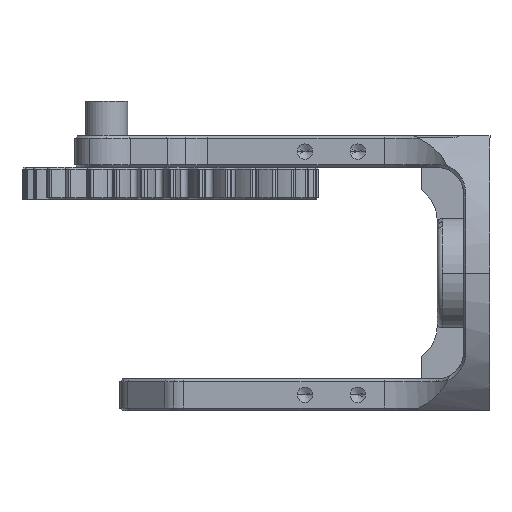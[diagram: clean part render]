
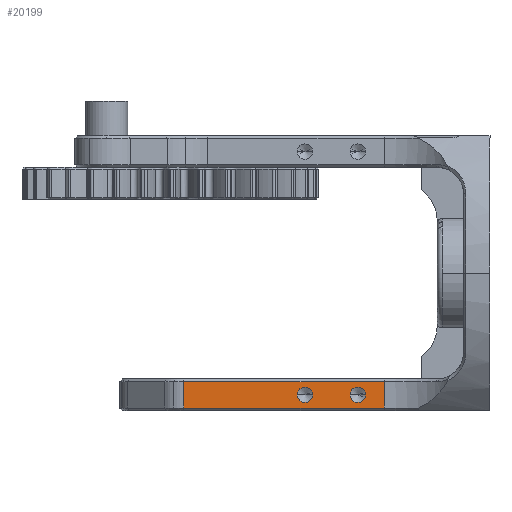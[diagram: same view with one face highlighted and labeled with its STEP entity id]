
A CAD part, left-side view. The second image highlights one B-rep face of the part: STEP entity #20199.
In plain terms, the highlighted planar face has unit normal (-1, 0, 0).
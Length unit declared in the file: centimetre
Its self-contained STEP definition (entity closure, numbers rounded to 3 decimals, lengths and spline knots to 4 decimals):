
#430 = DIRECTION ( 'NONE',  ( 0., 1., 0. ) ) ;
#850 = CARTESIAN_POINT ( 'NONE',  ( -1.0466, -0.1764, -0.4936 ) ) ;
#1206 = EDGE_CURVE ( 'NONE', #14358, #8637, #22043, .T. ) ;
#2001 = CARTESIAN_POINT ( 'NONE',  ( -1.0466, -1.6764, -1.0436 ) ) ;
#2267 = DIRECTION ( 'NONE',  ( -1., 0., 0. ) ) ;
#2803 = CIRCLE ( 'NONE', #29009, 0.145 ) ;
#3888 = CIRCLE ( 'NONE', #9729, 0.145 ) ;
#4081 = DIRECTION ( 'NONE',  ( -1., 0., 0. ) ) ;
#4899 = ORIENTED_EDGE ( 'NONE', *, *, #21079, .F. ) ;
#5226 = VERTEX_POINT ( 'NONE', #24454 ) ;
#5318 = VERTEX_POINT ( 'NONE', #27899 ) ;
#5494 = ORIENTED_EDGE ( 'NONE', *, *, #14747, .F. ) ;
#8637 = VERTEX_POINT ( 'NONE', #33168 ) ;
#8735 = CARTESIAN_POINT ( 'NONE',  ( -1.0466, -1.6764, -0.9936 ) ) ;
#9729 = AXIS2_PLACEMENT_3D ( 'NONE', #33849, #25433, #430 ) ;
#9950 = CARTESIAN_POINT ( 'NONE',  ( -1.0466, -0.1764, -1.0436 ) ) ;
#10036 = FACE_BOUND ( 'NONE', #11244, .T. ) ;
#10276 = DIRECTION ( 'NONE',  ( 0., 0., -1. ) ) ;
#10346 = CARTESIAN_POINT ( 'NONE',  ( -1.0466, 1.3236, -0.7436 ) ) ;
#11244 = EDGE_LOOP ( 'NONE', ( #31797, #14102 ) ) ;
#11520 = DIRECTION ( 'NONE',  ( 0., -1., 0. ) ) ;
#11745 = VECTOR ( 'NONE', #25711, 100. ) ;
#12418 = DIRECTION ( 'NONE',  ( 0., 1., 0. ) ) ;
#12774 = DIRECTION ( 'NONE',  ( -1., 0., 0. ) ) ;
#13077 = EDGE_CURVE ( 'NONE', #14358, #5318, #14377, .T. ) ;
#13810 = AXIS2_PLACEMENT_3D ( 'NONE', #16319, #2267, #36032 ) ;
#13904 = LINE ( 'NONE', #19934, #18746 ) ;
#14102 = ORIENTED_EDGE ( 'NONE', *, *, #15910, .F. ) ;
#14358 = VERTEX_POINT ( 'NONE', #23479 ) ;
#14377 = LINE ( 'NONE', #8735, #11745 ) ;
#14669 = VERTEX_POINT ( 'NONE', #27260 ) ;
#14747 = EDGE_CURVE ( 'NONE', #14669, #35379, #32475, .T. ) ;
#15210 = CARTESIAN_POINT ( 'NONE',  ( -1.0466, 0.3236, -0.7436 ) ) ;
#15697 = PLANE ( 'NONE',  #23947 ) ;
#15910 = EDGE_CURVE ( 'NONE', #24833, #5226, #3888, .T. ) ;
#16319 = CARTESIAN_POINT ( 'NONE',  ( -1.0466, 0.3236, -0.7436 ) ) ;
#17134 = EDGE_CURVE ( 'NONE', #35379, #14669, #27167, .T. ) ;
#18333 = EDGE_CURVE ( 'NONE', #25175, #5318, #23833, .T. ) ;
#18746 = VECTOR ( 'NONE', #11520, 100. ) ;
#19207 = CARTESIAN_POINT ( 'NONE',  ( -1.0466, 1.1786, -0.7436 ) ) ;
#19934 = CARTESIAN_POINT ( 'NONE',  ( -1.0466, -1.6764, -0.4936 ) ) ;
#20199 = ADVANCED_FACE ( 'NONE', ( #10036, #27005, #21550 ), #15697, .T. ) ;
#20677 = EDGE_LOOP ( 'NONE', ( #21335, #5494 ) ) ;
#21079 = EDGE_CURVE ( 'NONE', #8637, #25175, #13904, .T. ) ;
#21335 = ORIENTED_EDGE ( 'NONE', *, *, #17134, .F. ) ;
#21367 = AXIS2_PLACEMENT_3D ( 'NONE', #15210, #4081, #34564 ) ;
#21550 = FACE_OUTER_BOUND ( 'NONE', #25943, .T. ) ;
#22043 = LINE ( 'NONE', #27681, #35077 ) ;
#22193 = CARTESIAN_POINT ( 'NONE',  ( -1.0466, 0.4686, -0.7436 ) ) ;
#22743 = ORIENTED_EDGE ( 'NONE', *, *, #18333, .F. ) ;
#23479 = CARTESIAN_POINT ( 'NONE',  ( -1.0466, 3.6165, -0.9936 ) ) ;
#23833 = LINE ( 'NONE', #9950, #29628 ) ;
#23947 = AXIS2_PLACEMENT_3D ( 'NONE', #2001, #12774, #12418 ) ;
#24454 = CARTESIAN_POINT ( 'NONE',  ( -1.0466, 1.4686, -0.7436 ) ) ;
#24833 = VERTEX_POINT ( 'NONE', #19207 ) ;
#25175 = VERTEX_POINT ( 'NONE', #850 ) ;
#25433 = DIRECTION ( 'NONE',  ( -1., 0., 0. ) ) ;
#25641 = DIRECTION ( 'NONE',  ( 0., 0., 1. ) ) ;
#25711 = DIRECTION ( 'NONE',  ( 0., -1., 0. ) ) ;
#25943 = EDGE_LOOP ( 'NONE', ( #34225, #26224, #22743, #4899 ) ) ;
#26224 = ORIENTED_EDGE ( 'NONE', *, *, #13077, .T. ) ;
#27005 = FACE_BOUND ( 'NONE', #20677, .T. ) ;
#27167 = CIRCLE ( 'NONE', #21367, 0.145 ) ;
#27260 = CARTESIAN_POINT ( 'NONE',  ( -1.0466, 0.1786, -0.7436 ) ) ;
#27681 = CARTESIAN_POINT ( 'NONE',  ( -1.0466, 3.6165, -0.9686 ) ) ;
#27899 = CARTESIAN_POINT ( 'NONE',  ( -1.0466, -0.1764, -0.9936 ) ) ;
#29009 = AXIS2_PLACEMENT_3D ( 'NONE', #10346, #35549, #32809 ) ;
#29628 = VECTOR ( 'NONE', #10276, 100. ) ;
#31797 = ORIENTED_EDGE ( 'NONE', *, *, #32037, .F. ) ;
#32037 = EDGE_CURVE ( 'NONE', #5226, #24833, #2803, .T. ) ;
#32475 = CIRCLE ( 'NONE', #13810, 0.145 ) ;
#32809 = DIRECTION ( 'NONE',  ( 0., 1., 0. ) ) ;
#33168 = CARTESIAN_POINT ( 'NONE',  ( -1.0466, 3.6165, -0.4936 ) ) ;
#33849 = CARTESIAN_POINT ( 'NONE',  ( -1.0466, 1.3236, -0.7436 ) ) ;
#34225 = ORIENTED_EDGE ( 'NONE', *, *, #1206, .F. ) ;
#34564 = DIRECTION ( 'NONE',  ( 0., 1., 0. ) ) ;
#35077 = VECTOR ( 'NONE', #25641, 100. ) ;
#35379 = VERTEX_POINT ( 'NONE', #22193 ) ;
#35549 = DIRECTION ( 'NONE',  ( -1., 0., 0. ) ) ;
#36032 = DIRECTION ( 'NONE',  ( 0., 1., 0. ) ) ;
